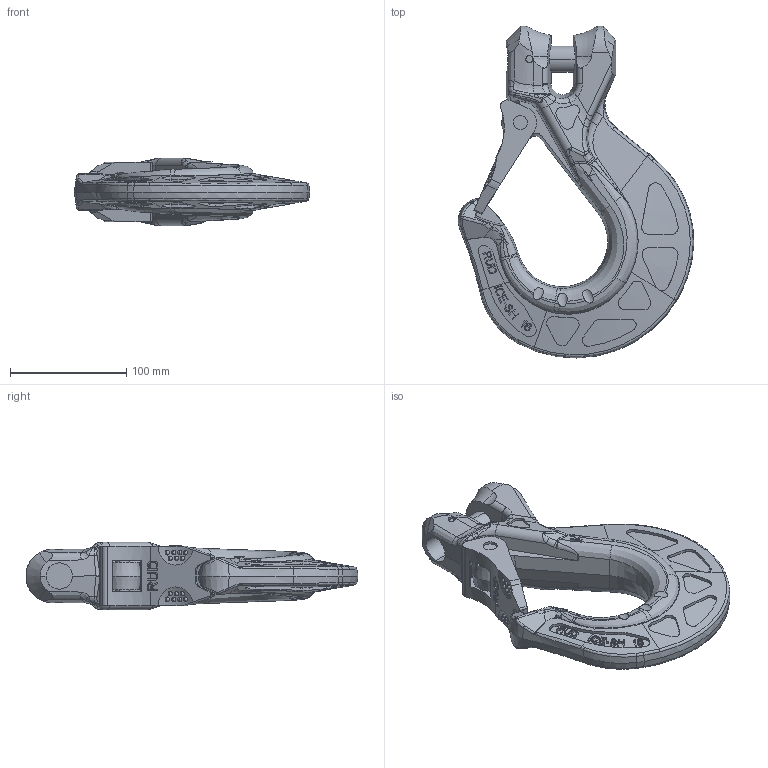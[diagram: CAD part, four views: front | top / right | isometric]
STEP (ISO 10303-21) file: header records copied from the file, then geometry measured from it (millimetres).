
FILE_DESCRIPTION((''),'2;1');
FILE_NAME('001-M33744-P-3_ASM','2014-01-10T',('Andreas.Wendler'),(''),'PRO/ENGINEER BY PARAMETRIC TECHNOLOGY CORPORATION, 2010140','PRO/ENGINEER BY PARAMETRIC TECHNOLOGY CORPORATION, 2010140','');
FILE_SCHEMA(('CONFIG_CONTROL_DESIGN'));
Length unit declared in the file: millimetre
Products named in the file (3): 001-M33744-P-3; 001-M33977-P-1; 001-M33744-P-3_ASM
Assembly tree (2 placements, depth 2):
  001-M33744-P-3_ASM
    001-M33744-P-3
    001-M33977-P-1
Bounding box: 202.33 x 285.22 x 58 mm (x, y, z)
Volume: 853263.2 mm3; surface area: 112724.2 mm2
Topology: 2 solids, 2 shells, 976 faces, 2631 edges, 1668 vertices
Faces by surface type: plane 490, bspline 236, cylinder 143, cone 61, sphere 30, torus 14, extrusion 2
Entity records: 47295 total; most frequent: CARTESIAN_POINT 26058, ORIENTED_EDGE 5202, DIRECTION 3190, EDGE_CURVE 2601, VERTEX_POINT 1668, B_SPLINE_CURVE_WITH_KNOTS 1233, AXIS2_PLACEMENT_3D 1075, VECTOR 1040
